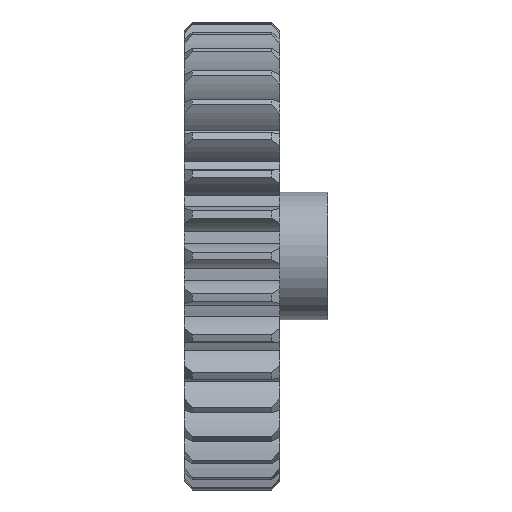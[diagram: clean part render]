
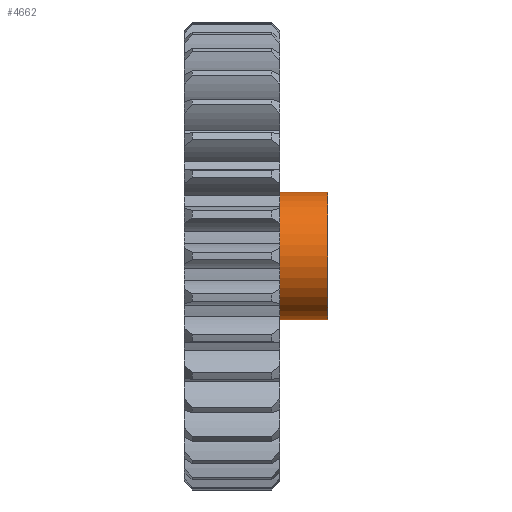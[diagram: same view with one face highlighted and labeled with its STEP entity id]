
A CAD part, front view. The second image highlights one B-rep face of the part: STEP entity #4662.
In plain terms, the highlighted cylindrical face has radius 4 mm (diameter 8 mm), a partial arc.
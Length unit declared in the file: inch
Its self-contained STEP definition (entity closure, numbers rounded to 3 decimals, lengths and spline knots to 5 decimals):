
#224 = DIRECTION ( 'NONE',  ( -1., 0., 0. ) ) ;
#655 = EDGE_CURVE ( 'NONE', #7363, #1304, #8188, .T. ) ;
#734 = DIRECTION ( 'NONE',  ( 0., 0., -1. ) ) ;
#879 = CARTESIAN_POINT ( 'NONE',  ( 0.35433, 0., 0.15748 ) ) ;
#987 = ORIENTED_EDGE ( 'NONE', *, *, #1759, .F. ) ;
#1215 = EDGE_CURVE ( 'NONE', #1322, #1304, #2270, .T. ) ;
#1304 = VERTEX_POINT ( 'NONE', #6477 ) ;
#1322 = VERTEX_POINT ( 'NONE', #5397 ) ;
#1543 = VERTEX_POINT ( 'NONE', #6304 ) ;
#1549 = AXIS2_PLACEMENT_3D ( 'NONE', #4507, #3880, #734 ) ;
#1759 = EDGE_CURVE ( 'NONE', #1543, #7363, #6310, .T. ) ;
#2034 = CARTESIAN_POINT ( 'NONE',  ( 0.23622, 0., 0. ) ) ;
#2270 = CIRCLE ( 'NONE', #6906, 0.15748 ) ;
#3012 = CARTESIAN_POINT ( 'NONE',  ( 0.35433, 0., -0.15748 ) ) ;
#3217 = ORIENTED_EDGE ( 'NONE', *, *, #655, .F. ) ;
#3577 = CYLINDRICAL_SURFACE ( 'NONE', #4845, 0.15748 ) ;
#3669 = VECTOR ( 'NONE', #224, 39.37008 ) ;
#3880 = DIRECTION ( 'NONE',  ( 1., 0., 0. ) ) ;
#4507 = CARTESIAN_POINT ( 'NONE',  ( 0.35433, 0., 0. ) ) ;
#4662 = ADVANCED_FACE ( 'NONE', ( #6696 ), #3577, .T. ) ;
#4845 = AXIS2_PLACEMENT_3D ( 'NONE', #7354, #6022, #6861 ) ;
#5184 = VECTOR ( 'NONE', #6952, 39.37008 ) ;
#5201 = EDGE_CURVE ( 'NONE', #1543, #1322, #6566, .T. ) ;
#5324 = EDGE_LOOP ( 'NONE', ( #3217, #987, #6963, #6932 ) ) ;
#5397 = CARTESIAN_POINT ( 'NONE',  ( 0.23622, 0., 0.15748 ) ) ;
#5727 = DIRECTION ( 'NONE',  ( 1., 0., 0. ) ) ;
#6022 = DIRECTION ( 'NONE',  ( -1., 0., 0. ) ) ;
#6304 = CARTESIAN_POINT ( 'NONE',  ( 0.35433, 0., 0.15748 ) ) ;
#6310 = CIRCLE ( 'NONE', #1549, 0.15748 ) ;
#6477 = CARTESIAN_POINT ( 'NONE',  ( 0.23622, 0., -0.15748 ) ) ;
#6566 = LINE ( 'NONE', #879, #3669 ) ;
#6696 = FACE_OUTER_BOUND ( 'NONE', #5324, .T. ) ;
#6861 = DIRECTION ( 'NONE',  ( 0., 0., 1. ) ) ;
#6881 = CARTESIAN_POINT ( 'NONE',  ( 0.35433, 0., -0.15748 ) ) ;
#6906 = AXIS2_PLACEMENT_3D ( 'NONE', #2034, #5727, #7562 ) ;
#6932 = ORIENTED_EDGE ( 'NONE', *, *, #1215, .T. ) ;
#6952 = DIRECTION ( 'NONE',  ( -1., 0., 0. ) ) ;
#6963 = ORIENTED_EDGE ( 'NONE', *, *, #5201, .T. ) ;
#7354 = CARTESIAN_POINT ( 'NONE',  ( 0.35433, 0., 0. ) ) ;
#7363 = VERTEX_POINT ( 'NONE', #6881 ) ;
#7562 = DIRECTION ( 'NONE',  ( 0., 0., 1. ) ) ;
#8188 = LINE ( 'NONE', #3012, #5184 ) ;
